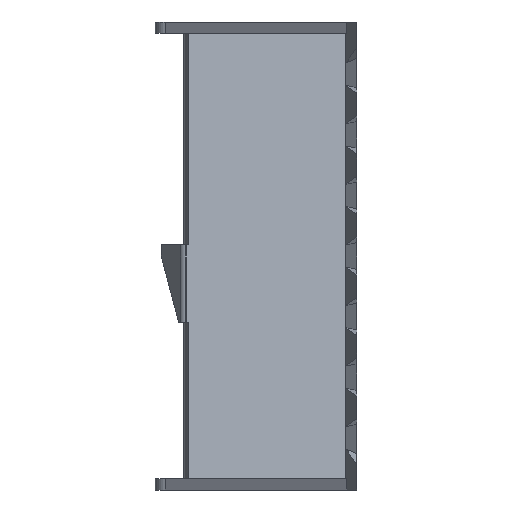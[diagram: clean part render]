
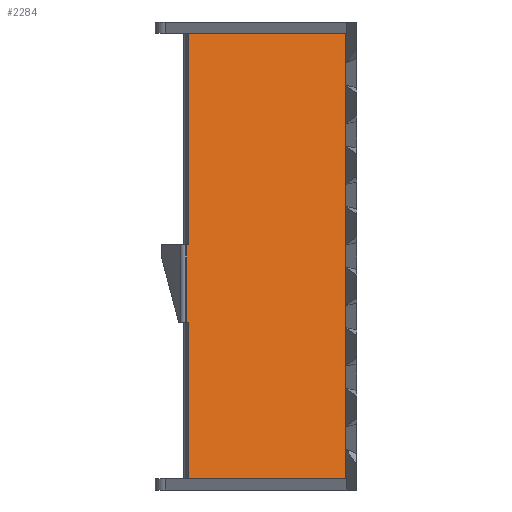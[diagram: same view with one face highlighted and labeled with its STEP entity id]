
A CAD part, left-side view. The second image highlights one B-rep face of the part: STEP entity #2284.
In plain terms, the highlighted planar face has unit normal (-0.965, -0.264, 0).
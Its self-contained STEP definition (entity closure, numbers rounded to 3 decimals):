
#2 = ORIENTED_EDGE ( 'NONE', *, *, #1422, .T. ) ;
#29 = LINE ( 'NONE', #937, #538 ) ;
#38 = LINE ( 'NONE', #2301, #2891 ) ;
#133 = LINE ( 'NONE', #821, #1667 ) ;
#195 = EDGE_CURVE ( 'NONE', #2965, #2164, #2644, .T. ) ;
#228 = VERTEX_POINT ( 'NONE', #1529 ) ;
#251 = VECTOR ( 'NONE', #1688, 1000. ) ;
#347 = LINE ( 'NONE', #746, #913 ) ;
#387 = ORIENTED_EDGE ( 'NONE', *, *, #195, .F. ) ;
#538 = VECTOR ( 'NONE', #1411, 1000. ) ;
#557 = CARTESIAN_POINT ( 'NONE',  ( -39.488, 10.86, 30.5 ) ) ;
#588 = LINE ( 'NONE', #1711, #687 ) ;
#598 = EDGE_CURVE ( 'NONE', #1234, #1345, #38, .T. ) ;
#687 = VECTOR ( 'NONE', #2436, 1000. ) ;
#704 = VECTOR ( 'NONE', #1716, 1000. ) ;
#707 = DIRECTION ( 'NONE',  ( -0.264, 0.965, 0. ) ) ;
#746 = CARTESIAN_POINT ( 'NONE',  ( -39.427, 10.639, 2. ) ) ;
#747 = EDGE_CURVE ( 'NONE', #1345, #1736, #133, .T. ) ;
#821 = CARTESIAN_POINT ( 'NONE',  ( -33.973, -9.295, 2. ) ) ;
#913 = VECTOR ( 'NONE', #965, 1000. ) ;
#937 = CARTESIAN_POINT ( 'NONE',  ( -40.9, 16.021, 30.5 ) ) ;
#965 = DIRECTION ( 'NONE',  ( 0., 0., 1. ) ) ;
#984 = CARTESIAN_POINT ( 'NONE',  ( -39.488, 10.86, 30.5 ) ) ;
#1046 = CARTESIAN_POINT ( 'NONE',  ( -31.591, -18., 83. ) ) ;
#1086 = ORIENTED_EDGE ( 'NONE', *, *, #747, .F. ) ;
#1130 = VERTEX_POINT ( 'NONE', #557 ) ;
#1213 = DIRECTION ( 'NONE',  ( 0., 0., -1. ) ) ;
#1234 = VERTEX_POINT ( 'NONE', #1046 ) ;
#1238 = DIRECTION ( 'NONE',  ( -0.264, 0.965, 0. ) ) ;
#1274 = CARTESIAN_POINT ( 'NONE',  ( -40.9, 16.021, 44.5 ) ) ;
#1313 = CARTESIAN_POINT ( 'NONE',  ( -31.591, -18., 2. ) ) ;
#1345 = VERTEX_POINT ( 'NONE', #1313 ) ;
#1364 = CARTESIAN_POINT ( 'NONE',  ( -33.973, -9.295, 83. ) ) ;
#1374 = DIRECTION ( 'NONE',  ( 0.264, -0.965, 0. ) ) ;
#1411 = DIRECTION ( 'NONE',  ( -0.264, 0.965, 0. ) ) ;
#1422 = EDGE_CURVE ( 'NONE', #1234, #1642, #1848, .T. ) ;
#1449 = EDGE_CURVE ( 'NONE', #228, #1130, #29, .T. ) ;
#1455 = VECTOR ( 'NONE', #707, 1000. ) ;
#1456 = CARTESIAN_POINT ( 'NONE',  ( -39.427, 10.639, 83. ) ) ;
#1529 = CARTESIAN_POINT ( 'NONE',  ( -39.427, 10.639, 30.5 ) ) ;
#1551 = ORIENTED_EDGE ( 'NONE', *, *, #1985, .F. ) ;
#1562 = CARTESIAN_POINT ( 'NONE',  ( -39.488, 10.86, 44.5 ) ) ;
#1633 = EDGE_CURVE ( 'NONE', #2965, #1130, #1677, .T. ) ;
#1642 = VERTEX_POINT ( 'NONE', #1456 ) ;
#1647 = ORIENTED_EDGE ( 'NONE', *, *, #1633, .T. ) ;
#1667 = VECTOR ( 'NONE', #1238, 1000. ) ;
#1677 = LINE ( 'NONE', #984, #251 ) ;
#1688 = DIRECTION ( 'NONE',  ( 0., 0., -1. ) ) ;
#1711 = CARTESIAN_POINT ( 'NONE',  ( -39.427, 10.639, 36.015 ) ) ;
#1716 = DIRECTION ( 'NONE',  ( 0.264, -0.965, 0. ) ) ;
#1724 = EDGE_LOOP ( 'NONE', ( #387, #1647, #2217, #1551, #1086, #2933, #2, #2118 ) ) ;
#1736 = VERTEX_POINT ( 'NONE', #2250 ) ;
#1750 = CARTESIAN_POINT ( 'NONE',  ( -39.427, 10.639, 44.5 ) ) ;
#1816 = CARTESIAN_POINT ( 'NONE',  ( -40.9, 16.021, 85. ) ) ;
#1848 = LINE ( 'NONE', #1364, #1455 ) ;
#1985 = EDGE_CURVE ( 'NONE', #1736, #228, #347, .T. ) ;
#2118 = ORIENTED_EDGE ( 'NONE', *, *, #2434, .F. ) ;
#2164 = VERTEX_POINT ( 'NONE', #1750 ) ;
#2217 = ORIENTED_EDGE ( 'NONE', *, *, #1449, .F. ) ;
#2250 = CARTESIAN_POINT ( 'NONE',  ( -39.427, 10.639, 2. ) ) ;
#2271 = PLANE ( 'NONE',  #2330 ) ;
#2284 = ADVANCED_FACE ( 'NONE', ( #2791 ), #2271, .T. ) ;
#2301 = CARTESIAN_POINT ( 'NONE',  ( -31.591, -18., 85. ) ) ;
#2330 = AXIS2_PLACEMENT_3D ( 'NONE', #1816, #2543, #1374 ) ;
#2434 = EDGE_CURVE ( 'NONE', #2164, #1642, #588, .T. ) ;
#2436 = DIRECTION ( 'NONE',  ( 0., 0., 1. ) ) ;
#2543 = DIRECTION ( 'NONE',  ( -0.965, -0.264, 0. ) ) ;
#2644 = LINE ( 'NONE', #1274, #704 ) ;
#2791 = FACE_OUTER_BOUND ( 'NONE', #1724, .T. ) ;
#2891 = VECTOR ( 'NONE', #1213, 1000. ) ;
#2933 = ORIENTED_EDGE ( 'NONE', *, *, #598, .F. ) ;
#2965 = VERTEX_POINT ( 'NONE', #1562 ) ;
